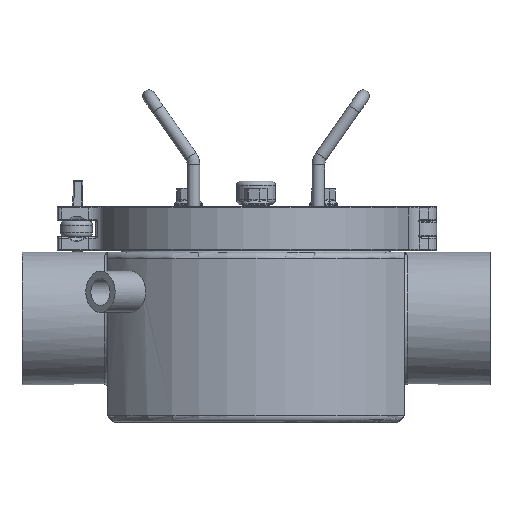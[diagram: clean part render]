
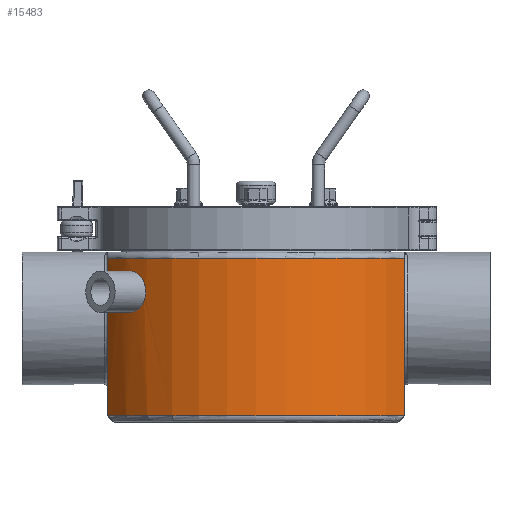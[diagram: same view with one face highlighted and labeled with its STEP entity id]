
A CAD part, front view. The second image highlights one B-rep face of the part: STEP entity #15483.
In plain terms, the highlighted cylindrical face has radius 114 mm (diameter 228 mm), a partial arc.
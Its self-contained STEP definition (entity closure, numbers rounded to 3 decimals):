
#577=FACE_BOUND('',#2812,.T.);
#822=B_SPLINE_CURVE_WITH_KNOTS('',3,(#27179,#27180,#27181,#27182,#27183,
#27184,#27185,#27186,#27187,#27188,#27189,#27190,#27191,#27192,#27193,#27194,
#27195,#27196,#27197,#27198,#27199,#27200,#27201,#27202,#27203,#27204,#27205,
#27206,#27207,#27208,#27209,#27210,#27211,#27212),.UNSPECIFIED.,.F.,.F.,
(4,2,2,2,2,2,2,2,2,2,2,2,2,2,2,2,4),(0.,0.5,0.999,
1.499,1.998,2.498,2.998,3.497,
3.997,4.496,4.996,5.496,5.995,
6.495,6.994,7.494,7.994),
 .UNSPECIFIED.);
#1781=FACE_OUTER_BOUND('',#2811,.T.);
#2811=EDGE_LOOP('',(#11449,#11450,#11451,#11452));
#2812=EDGE_LOOP('',(#11453));
#3753=LINE('',#27706,#4359);
#3754=LINE('',#27709,#4360);
#4359=VECTOR('',#20126,10.);
#4360=VECTOR('',#20129,10.);
#5207=CIRCLE('',#17025,114.);
#5208=CIRCLE('',#17027,114.);
#6275=VERTEX_POINT('',#27175);
#6356=VERTEX_POINT('',#27600);
#6361=VERTEX_POINT('',#27641);
#6367=VERTEX_POINT('',#27687);
#6368=VERTEX_POINT('',#27708);
#7979=EDGE_CURVE('',#6275,#6275,#822,.T.);
#8094=EDGE_CURVE('',#6356,#6367,#3753,.T.);
#8095=EDGE_CURVE('',#6368,#6361,#3754,.T.);
#8173=EDGE_CURVE('',#6356,#6361,#5207,.T.);
#8174=EDGE_CURVE('',#6367,#6368,#5208,.T.);
#11449=ORIENTED_EDGE('',*,*,#8095,.T.);
#11450=ORIENTED_EDGE('',*,*,#8173,.F.);
#11451=ORIENTED_EDGE('',*,*,#8094,.T.);
#11452=ORIENTED_EDGE('',*,*,#8174,.T.);
#11453=ORIENTED_EDGE('',*,*,#7979,.T.);
#13877=CYLINDRICAL_SURFACE('',#17026,114.);
#15483=ADVANCED_FACE('',(#1781,#577),#13877,.T.);
#17025=AXIS2_PLACEMENT_3D('',#28213,#20290,#20291);
#17026=AXIS2_PLACEMENT_3D('',#28214,#20292,#20293);
#17027=AXIS2_PLACEMENT_3D('',#28215,#20294,#20295);
#20126=DIRECTION('',(0.,0.,1.));
#20129=DIRECTION('',(0.,0.,-1.));
#20290=DIRECTION('center_axis',(0.,0.,-1.));
#20291=DIRECTION('ref_axis',(1.,0.,0.));
#20292=DIRECTION('center_axis',(0.,0.,-1.));
#20293=DIRECTION('ref_axis',(0.,-1.,0.));
#20294=DIRECTION('center_axis',(0.,0.,-1.));
#20295=DIRECTION('ref_axis',(1.,0.,0.));
#27175=CARTESIAN_POINT('',(-89.433,-70.695,-40.));
#27179=CARTESIAN_POINT('Ctrl Pts',(-89.433,-70.695,-40.));
#27180=CARTESIAN_POINT('Ctrl Pts',(-89.433,-70.695,-38.335));
#27181=CARTESIAN_POINT('Ctrl Pts',(-89.226,-70.959,
-36.559));
#27182=CARTESIAN_POINT('Ctrl Pts',(-88.373,-72.019,
-33.295));
#27183=CARTESIAN_POINT('Ctrl Pts',(-87.725,-72.813,
-31.806));
#27184=CARTESIAN_POINT('Ctrl Pts',(-86.2,-74.612,
-29.455));
#27185=CARTESIAN_POINT('Ctrl Pts',(-85.22,-75.738,
-28.436));
#27186=CARTESIAN_POINT('Ctrl Pts',(-83.015,-78.149,
-27.083));
#27187=CARTESIAN_POINT('Ctrl Pts',(-81.788,-79.433,-26.75));
#27188=CARTESIAN_POINT('Ctrl Pts',(-79.433,-81.788,-26.75));
#27189=CARTESIAN_POINT('Ctrl Pts',(-78.149,-83.015,
-27.083));
#27190=CARTESIAN_POINT('Ctrl Pts',(-75.738,-85.22,
-28.436));
#27191=CARTESIAN_POINT('Ctrl Pts',(-74.612,-86.2,
-29.455));
#27192=CARTESIAN_POINT('Ctrl Pts',(-72.813,-87.725,
-31.806));
#27193=CARTESIAN_POINT('Ctrl Pts',(-72.019,-88.373,
-33.295));
#27194=CARTESIAN_POINT('Ctrl Pts',(-70.959,-89.226,
-36.559));
#27195=CARTESIAN_POINT('Ctrl Pts',(-70.695,-89.433,-38.335));
#27196=CARTESIAN_POINT('Ctrl Pts',(-70.695,-89.433,-41.665));
#27197=CARTESIAN_POINT('Ctrl Pts',(-70.959,-89.226,
-43.441));
#27198=CARTESIAN_POINT('Ctrl Pts',(-72.019,-88.373,
-46.705));
#27199=CARTESIAN_POINT('Ctrl Pts',(-72.813,-87.725,
-48.194));
#27200=CARTESIAN_POINT('Ctrl Pts',(-74.612,-86.2,
-50.545));
#27201=CARTESIAN_POINT('Ctrl Pts',(-75.738,-85.22,
-51.564));
#27202=CARTESIAN_POINT('Ctrl Pts',(-78.149,-83.015,
-52.917));
#27203=CARTESIAN_POINT('Ctrl Pts',(-79.433,-81.788,-53.25));
#27204=CARTESIAN_POINT('Ctrl Pts',(-81.788,-79.433,-53.25));
#27205=CARTESIAN_POINT('Ctrl Pts',(-83.015,-78.149,
-52.917));
#27206=CARTESIAN_POINT('Ctrl Pts',(-85.22,-75.738,
-51.564));
#27207=CARTESIAN_POINT('Ctrl Pts',(-86.2,-74.612,
-50.545));
#27208=CARTESIAN_POINT('Ctrl Pts',(-87.725,-72.813,
-48.194));
#27209=CARTESIAN_POINT('Ctrl Pts',(-88.373,-72.019,
-46.705));
#27210=CARTESIAN_POINT('Ctrl Pts',(-89.226,-70.959,
-43.441));
#27211=CARTESIAN_POINT('Ctrl Pts',(-89.433,-70.695,
-41.665));
#27212=CARTESIAN_POINT('Ctrl Pts',(-89.433,-70.695,
-40.));
#27600=CARTESIAN_POINT('',(95.,-63.016,-119.5));
#27641=CARTESIAN_POINT('',(-95.,-63.016,-119.5));
#27687=CARTESIAN_POINT('',(95.,-63.016,-18.5));
#27706=CARTESIAN_POINT('',(95.,-63.016,-69.));
#27708=CARTESIAN_POINT('',(-95.,-63.016,-18.5));
#27709=CARTESIAN_POINT('',(-95.,-63.016,-69.));
#28213=CARTESIAN_POINT('Origin',(0.,0.,-119.5));
#28214=CARTESIAN_POINT('Origin',(0.,0.,-69.));
#28215=CARTESIAN_POINT('Origin',(0.,0.,-18.5));
